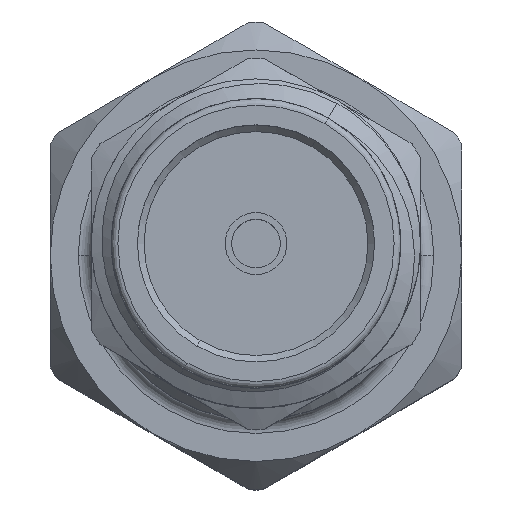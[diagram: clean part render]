
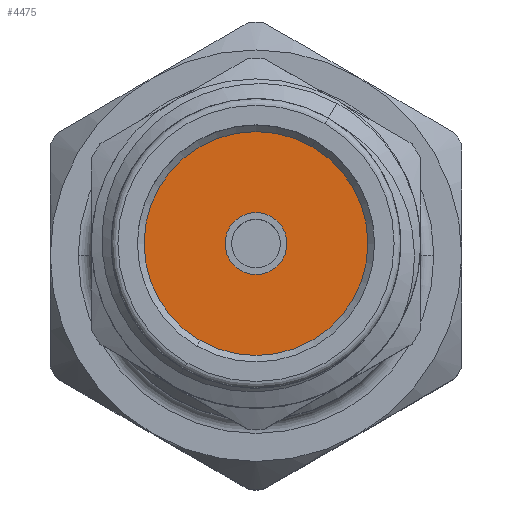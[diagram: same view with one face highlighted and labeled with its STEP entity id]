
A CAD part, top view. The second image highlights one B-rep face of the part: STEP entity #4475.
In plain terms, the highlighted face is planar.
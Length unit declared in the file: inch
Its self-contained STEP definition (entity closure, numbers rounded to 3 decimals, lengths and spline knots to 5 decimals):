
#273 = EDGE_CURVE ( 'NONE', #5037, #4512, #1507, .T. ) ;
#518 = AXIS2_PLACEMENT_3D ( 'NONE', #4322, #1494, #6443 ) ;
#619 = AXIS2_PLACEMENT_3D ( 'NONE', #7400, #3927, #4556 ) ;
#994 = CARTESIAN_POINT ( 'NONE',  ( 0.075, 0., 0.085 ) ) ;
#1069 = CIRCLE ( 'NONE', #8035, 0.0235 ) ;
#1106 = EDGE_LOOP ( 'NONE', ( #2748, #7367 ) ) ;
#1364 = CIRCLE ( 'NONE', #6005, 0.085 ) ;
#1494 = DIRECTION ( 'NONE',  ( -1., 0., 0. ) ) ;
#1507 = CIRCLE ( 'NONE', #2536, 0.0235 ) ;
#1882 = VERTEX_POINT ( 'NONE', #8982 ) ;
#2002 = DIRECTION ( 'NONE',  ( -1., 0., 0. ) ) ;
#2459 = EDGE_CURVE ( 'NONE', #4512, #5037, #1069, .T. ) ;
#2536 = AXIS2_PLACEMENT_3D ( 'NONE', #8154, #4728, #7475 ) ;
#2677 = CIRCLE ( 'NONE', #619, 0.085 ) ;
#2748 = ORIENTED_EDGE ( 'NONE', *, *, #6996, .T. ) ;
#3468 = FACE_BOUND ( 'NONE', #3577, .T. ) ;
#3577 = EDGE_LOOP ( 'NONE', ( #4336, #3761 ) ) ;
#3761 = ORIENTED_EDGE ( 'NONE', *, *, #273, .F. ) ;
#3927 = DIRECTION ( 'NONE',  ( -1., 0., 0. ) ) ;
#4038 = VERTEX_POINT ( 'NONE', #994 ) ;
#4322 = CARTESIAN_POINT ( 'NONE',  ( 0.075, 0., 0. ) ) ;
#4336 = ORIENTED_EDGE ( 'NONE', *, *, #2459, .F. ) ;
#4475 = ADVANCED_FACE ( 'NONE', ( #3468, #4928 ), #7673, .T. ) ;
#4512 = VERTEX_POINT ( 'NONE', #7083 ) ;
#4556 = DIRECTION ( 'NONE',  ( 0., 0., 1. ) ) ;
#4728 = DIRECTION ( 'NONE',  ( -1., 0., 0. ) ) ;
#4830 = DIRECTION ( 'NONE',  ( -1., 0., 0. ) ) ;
#4928 = FACE_OUTER_BOUND ( 'NONE', #1106, .T. ) ;
#5037 = VERTEX_POINT ( 'NONE', #8386 ) ;
#6005 = AXIS2_PLACEMENT_3D ( 'NONE', #6980, #4830, #6131 ) ;
#6131 = DIRECTION ( 'NONE',  ( 0., 0., 1. ) ) ;
#6356 = EDGE_CURVE ( 'NONE', #1882, #4038, #2677, .T. ) ;
#6443 = DIRECTION ( 'NONE',  ( 0., 0., 1. ) ) ;
#6806 = DIRECTION ( 'NONE',  ( 0., 0., 1. ) ) ;
#6980 = CARTESIAN_POINT ( 'NONE',  ( 0.075, 0., 0. ) ) ;
#6996 = EDGE_CURVE ( 'NONE', #4038, #1882, #1364, .T. ) ;
#7083 = CARTESIAN_POINT ( 'NONE',  ( 0.075, 0., 0.0235 ) ) ;
#7367 = ORIENTED_EDGE ( 'NONE', *, *, #6356, .T. ) ;
#7400 = CARTESIAN_POINT ( 'NONE',  ( 0.075, 0., 0. ) ) ;
#7475 = DIRECTION ( 'NONE',  ( 0., 0., 1. ) ) ;
#7573 = CARTESIAN_POINT ( 'NONE',  ( 0.075, 0., 0. ) ) ;
#7673 = PLANE ( 'NONE',  #518 ) ;
#8035 = AXIS2_PLACEMENT_3D ( 'NONE', #7573, #2002, #6806 ) ;
#8154 = CARTESIAN_POINT ( 'NONE',  ( 0.075, 0., 0. ) ) ;
#8386 = CARTESIAN_POINT ( 'NONE',  ( 0.075, 0., -0.0235 ) ) ;
#8982 = CARTESIAN_POINT ( 'NONE',  ( 0.075, 0., -0.085 ) ) ;
